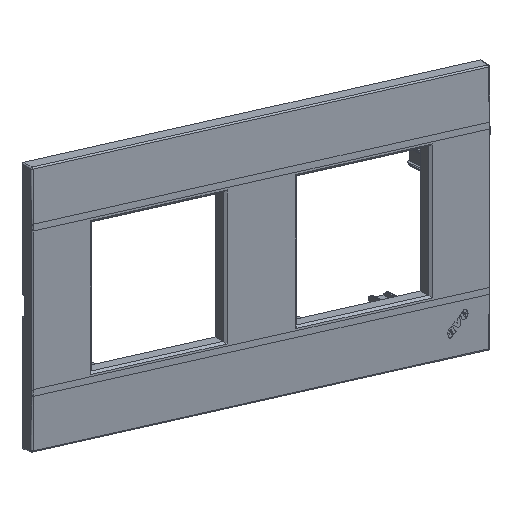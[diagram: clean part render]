
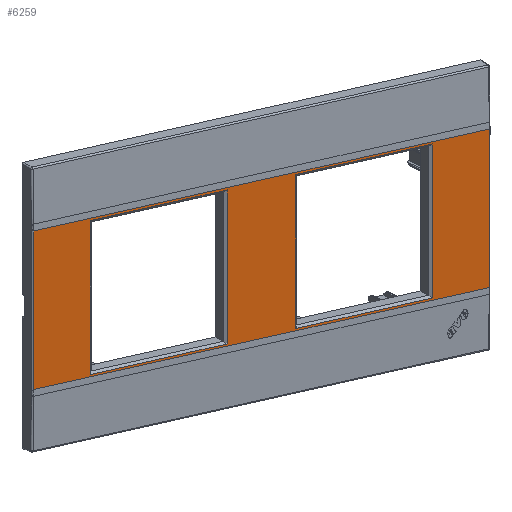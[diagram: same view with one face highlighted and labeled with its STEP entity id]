
A CAD part, top view. The second image highlights one B-rep face of the part: STEP entity #6259.
In plain terms, the highlighted face is planar.
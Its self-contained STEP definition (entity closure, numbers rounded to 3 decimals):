
#1390=CARTESIAN_POINT('Line Origine',(39.39,24.353,5.)) ;
#1394=CARTESIAN_POINT('Vertex',(78.763,24.353,5.)) ;
#1396=CARTESIAN_POINT('Vertex',(-78.763,24.353,5.)) ;
#1430=CARTESIAN_POINT('Line Origine',(78.763,22.,5.)) ;
#1434=CARTESIAN_POINT('Vertex',(78.763,-24.353,5.)) ;
#2545=CARTESIAN_POINT('Vertex',(-78.763,-24.353,5.)) ;
#2548=CARTESIAN_POINT('Line Origine',(-78.763,22.,5.)) ;
#3243=CARTESIAN_POINT('Line Origine',(39.39,-24.353,5.)) ;
#6040=CARTESIAN_POINT('Vertex',(11.86,23.64,5.)) ;
#6046=CARTESIAN_POINT('Vertex',(59.14,23.64,5.)) ;
#6049=CARTESIAN_POINT('Line Origine',(0.,23.64,5.)) ;
#6066=CARTESIAN_POINT('Line Origine',(11.86,0.,5.)) ;
#6070=CARTESIAN_POINT('Vertex',(11.86,-23.64,5.)) ;
#6089=CARTESIAN_POINT('Line Origine',(0.,-23.64,5.)) ;
#6093=CARTESIAN_POINT('Vertex',(59.14,-23.64,5.)) ;
#6112=CARTESIAN_POINT('Line Origine',(59.14,0.,5.)) ;
#6208=CARTESIAN_POINT('Axis2P3D Location',(0.,0.,5.)) ;
#6219=CARTESIAN_POINT('Line Origine',(-11.86,0.,5.)) ;
#6223=CARTESIAN_POINT('Vertex',(-11.86,23.64,5.)) ;
#6225=CARTESIAN_POINT('Vertex',(-11.86,-23.64,5.)) ;
#6228=CARTESIAN_POINT('Line Origine',(-35.5,-23.64,5.)) ;
#6232=CARTESIAN_POINT('Vertex',(-59.14,-23.64,5.)) ;
#6235=CARTESIAN_POINT('Line Origine',(-59.14,0.,5.)) ;
#6239=CARTESIAN_POINT('Vertex',(-59.14,23.64,5.)) ;
#6242=CARTESIAN_POINT('Line Origine',(-35.5,23.64,5.)) ;
#1391=DIRECTION('Vector Direction',(1.,0.,0.)) ;
#1431=DIRECTION('Vector Direction',(0.,-1.,0.)) ;
#2549=DIRECTION('Vector Direction',(0.,1.,0.)) ;
#3244=DIRECTION('Vector Direction',(-1.,0.,0.)) ;
#6050=DIRECTION('Vector Direction',(1.,0.,0.)) ;
#6067=DIRECTION('Vector Direction',(0.,-1.,0.)) ;
#6090=DIRECTION('Vector Direction',(1.,0.,0.)) ;
#6113=DIRECTION('Vector Direction',(0.,-1.,0.)) ;
#6209=DIRECTION('Axis2P3D Direction',(0.,0.,1.)) ;
#6210=DIRECTION('Axis2P3D XDirection',(1.,0.,0.)) ;
#6220=DIRECTION('Vector Direction',(0.,-1.,0.)) ;
#6229=DIRECTION('Vector Direction',(1.,0.,0.)) ;
#6236=DIRECTION('Vector Direction',(0.,-1.,0.)) ;
#6243=DIRECTION('Vector Direction',(1.,0.,0.)) ;
#6211=AXIS2_PLACEMENT_3D('Plane Axis2P3D',#6208,#6209,#6210) ;
#6214=ORIENTED_EDGE('',*,*,#1436,.F.) ;
#6215=ORIENTED_EDGE('',*,*,#1398,.T.) ;
#6216=ORIENTED_EDGE('',*,*,#2552,.T.) ;
#6217=ORIENTED_EDGE('',*,*,#3247,.F.) ;
#6248=ORIENTED_EDGE('',*,*,#6227,.T.) ;
#6249=ORIENTED_EDGE('',*,*,#6234,.T.) ;
#6250=ORIENTED_EDGE('',*,*,#6241,.T.) ;
#6251=ORIENTED_EDGE('',*,*,#6246,.T.) ;
#6254=ORIENTED_EDGE('',*,*,#6053,.F.) ;
#6255=ORIENTED_EDGE('',*,*,#6116,.F.) ;
#6256=ORIENTED_EDGE('',*,*,#6095,.F.) ;
#6257=ORIENTED_EDGE('',*,*,#6072,.F.) ;
#6252=FACE_BOUND('',#6247,.T.) ;
#6258=FACE_BOUND('',#6253,.T.) ;
#1392=VECTOR('Line Direction',#1391,1.) ;
#1432=VECTOR('Line Direction',#1431,1.) ;
#2550=VECTOR('Line Direction',#2549,1.) ;
#3245=VECTOR('Line Direction',#3244,1.) ;
#6051=VECTOR('Line Direction',#6050,1.) ;
#6068=VECTOR('Line Direction',#6067,1.) ;
#6091=VECTOR('Line Direction',#6090,1.) ;
#6114=VECTOR('Line Direction',#6113,1.) ;
#6221=VECTOR('Line Direction',#6220,1.) ;
#6230=VECTOR('Line Direction',#6229,1.) ;
#6237=VECTOR('Line Direction',#6236,1.) ;
#6244=VECTOR('Line Direction',#6243,1.) ;
#6259=ADVANCED_FACE('PartBody',(#6218,#6252,#6258),#6212,.T.) ;
#1398=EDGE_CURVE('',#1395,#1397,#1393,.F.) ;
#1436=EDGE_CURVE('',#1395,#1435,#1433,.T.) ;
#2552=EDGE_CURVE('',#1397,#2546,#2551,.F.) ;
#3247=EDGE_CURVE('',#1435,#2546,#3246,.T.) ;
#6053=EDGE_CURVE('',#6047,#6041,#6052,.F.) ;
#6072=EDGE_CURVE('',#6041,#6071,#6069,.T.) ;
#6095=EDGE_CURVE('',#6071,#6094,#6092,.T.) ;
#6116=EDGE_CURVE('',#6094,#6047,#6115,.F.) ;
#6227=EDGE_CURVE('',#6224,#6226,#6222,.T.) ;
#6234=EDGE_CURVE('',#6226,#6233,#6231,.F.) ;
#6241=EDGE_CURVE('',#6233,#6240,#6238,.F.) ;
#6246=EDGE_CURVE('',#6240,#6224,#6245,.T.) ;
#6213=EDGE_LOOP('',(#6214,#6215,#6216,#6217)) ;
#6247=EDGE_LOOP('',(#6248,#6249,#6250,#6251)) ;
#6253=EDGE_LOOP('',(#6254,#6255,#6256,#6257)) ;
#6218=FACE_OUTER_BOUND('',#6213,.T.) ;
#1393=LINE('Line',#1390,#1392) ;
#1433=LINE('Line',#1430,#1432) ;
#2551=LINE('Line',#2548,#2550) ;
#3246=LINE('Line',#3243,#3245) ;
#6052=LINE('Line',#6049,#6051) ;
#6069=LINE('Line',#6066,#6068) ;
#6092=LINE('Line',#6089,#6091) ;
#6115=LINE('Line',#6112,#6114) ;
#6222=LINE('Line',#6219,#6221) ;
#6231=LINE('Line',#6228,#6230) ;
#6238=LINE('Line',#6235,#6237) ;
#6245=LINE('Line',#6242,#6244) ;
#6212=PLANE('',#6211) ;
#1395=VERTEX_POINT('',#1394) ;
#1397=VERTEX_POINT('',#1396) ;
#1435=VERTEX_POINT('',#1434) ;
#2546=VERTEX_POINT('',#2545) ;
#6041=VERTEX_POINT('',#6040) ;
#6047=VERTEX_POINT('',#6046) ;
#6071=VERTEX_POINT('',#6070) ;
#6094=VERTEX_POINT('',#6093) ;
#6224=VERTEX_POINT('',#6223) ;
#6226=VERTEX_POINT('',#6225) ;
#6233=VERTEX_POINT('',#6232) ;
#6240=VERTEX_POINT('',#6239) ;
